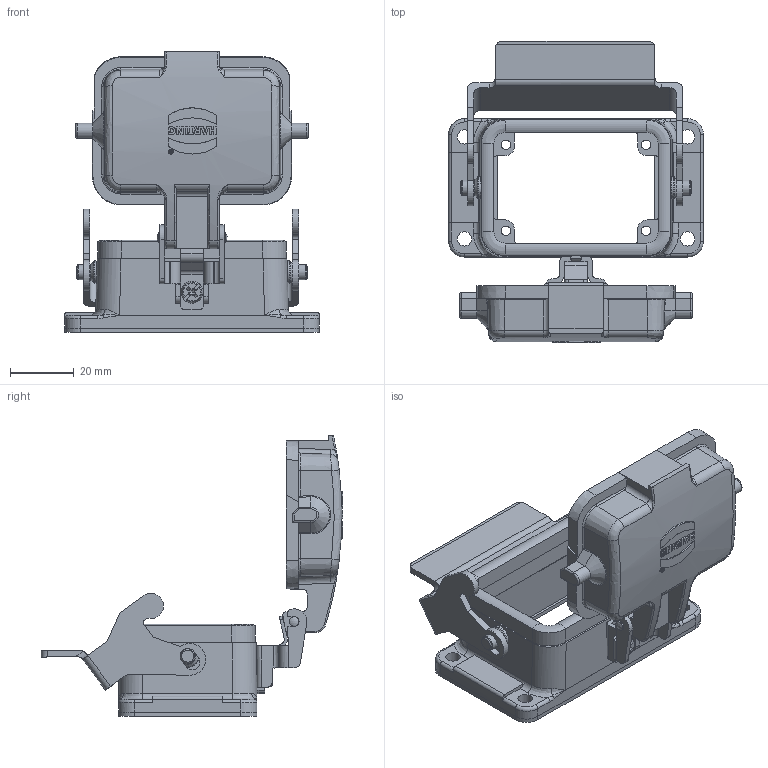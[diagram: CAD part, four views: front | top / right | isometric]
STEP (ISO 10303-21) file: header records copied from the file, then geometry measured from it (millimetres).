
FILE_DESCRIPTION((''),'2;1');
FILE_NAME('04300060302.stp','2020-07-07T15:23:05',('e.eickhoff'),(''),'Autodesk Inventor 2012','Autodesk Inventor 2012','');
FILE_SCHEMA(('AUTOMOTIVE_DESIGN { 1 0 10303 214 1 1 1 1 }'));
Length unit declared in the file: millimetre
Products named in the file (3): 04300060302; Metallbügel 1
Assembly tree (2 placements, depth 2):
  04300060302
    04300060302
    Metallbügel 1
Bounding box: 80.01 x 94.65 x 88.08 mm (x, y, z)
Volume: 45915.2 mm3; surface area: 35744.9 mm2
Topology: 3 solids, 3 shells, 738 faces, 2456 edges, 2262 vertices
Faces by surface type: plane 365, cylinder 216, bspline 72, torus 42, cone 41, sphere 2
Full cylindrical faces by diameter (mm): 1.006 x1, 1.477 x1, 3 x6, 4 x2, 4.5 x4, 4.8 x2, 7 x3
Entity records: 30055 total; most frequent: CARTESIAN_POINT 8551, DIRECTION 4140, ORIENTED_EDGE 3740, EDGE_CURVE 1870, AXIS2_PLACEMENT_3D 1472, VERTEX_POINT 1198, VECTOR 1196, LINE 1196
